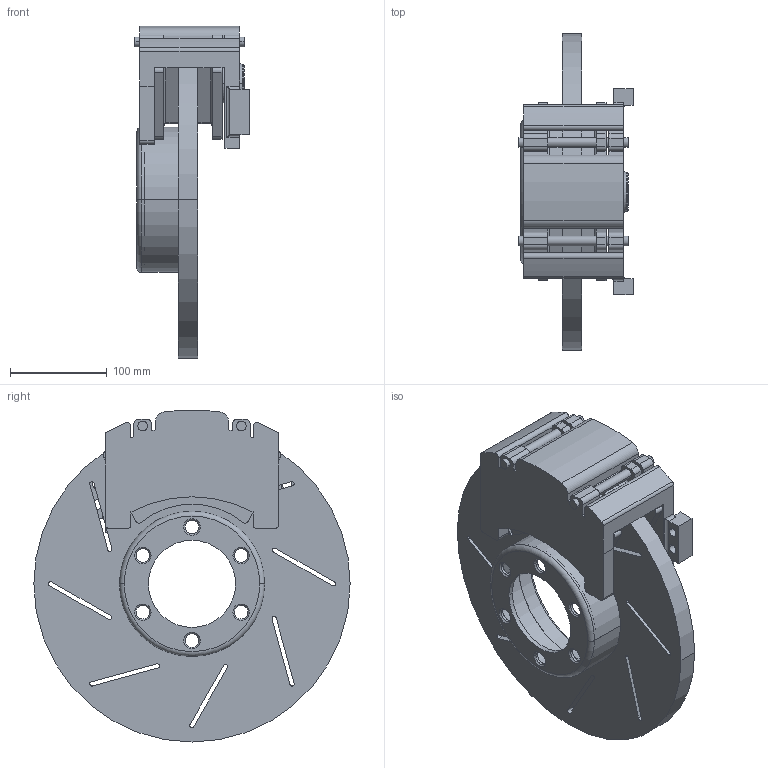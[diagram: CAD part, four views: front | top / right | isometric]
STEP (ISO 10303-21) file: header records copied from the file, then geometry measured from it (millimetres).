
FILE_DESCRIPTION(('CATIA V5 STEP Exchange'),'2;1');
FILE_NAME('Ansamblu final.stp','2024-06-09T13:17:11+00:00',('none'),('none'),'CATIA Version 5 Release 21 GA (IN-10)','CATIA V5 STEP AP203','none');
FILE_SCHEMA(('CONFIG_CONTROL_DESIGN'));
Length unit declared in the file: millimetre
Products named in the file (1): Ansamblu final
Bounding box: 118 x 326.6 x 342.78 mm (x, y, z)
Volume: 2627905.7 mm3; surface area: 370765.9 mm2
Topology: 2 solids, 2 shells, 294 faces, 815 edges, 504 vertices
Faces by surface type: cylinder 156, plane 93, cone 26, torus 12, bspline 7
Entity records: 9735 total; most frequent: CARTESIAN_POINT 2683, ORIENTED_EDGE 1616, DIRECTION 1132, EDGE_CURVE 808, AXIS2_PLACEMENT_3D 523, VERTEX_POINT 504, VECTOR 435, LINE 435
